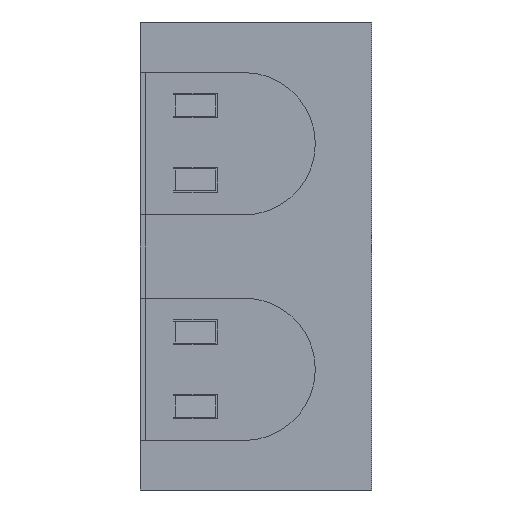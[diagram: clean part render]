
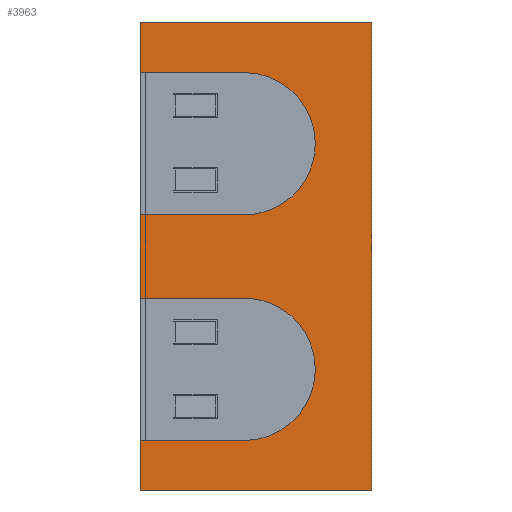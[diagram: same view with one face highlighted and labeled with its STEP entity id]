
A CAD part, left-side view. The second image highlights one B-rep face of the part: STEP entity #3963.
In plain terms, the highlighted planar face has unit normal (-1, 0, 0).
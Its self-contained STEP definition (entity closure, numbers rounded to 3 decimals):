
#69 = CARTESIAN_POINT ( 'NONE',  ( -28.74, 8.754, -0.325 ) ) ;
#84 = VERTEX_POINT ( 'NONE', #3170 ) ;
#165 = VECTOR ( 'NONE', #13234, 1000. ) ;
#195 = ORIENTED_EDGE ( 'NONE', *, *, #368, .F. ) ;
#368 = EDGE_CURVE ( 'NONE', #8037, #8021, #9290, .T. ) ;
#572 = VECTOR ( 'NONE', #951, 1000. ) ;
#586 = CARTESIAN_POINT ( 'NONE',  ( -28.74, 15.88, -10.899 ) ) ;
#951 = DIRECTION ( 'NONE',  ( 0., -1., 0. ) ) ;
#1114 = AXIS2_PLACEMENT_3D ( 'NONE', #69, #13900, #12622 ) ;
#1311 = LINE ( 'NONE', #8620, #3488 ) ;
#1317 = CARTESIAN_POINT ( 'NONE',  ( -28.74, 15.88, 8.013 ) ) ;
#1509 = DIRECTION ( 'NONE',  ( 1., 0., 0. ) ) ;
#1735 = DIRECTION ( 'NONE',  ( 0., 0., 1. ) ) ;
#1809 = VECTOR ( 'NONE', #8603, 1000. ) ;
#1834 = DIRECTION ( 'NONE',  ( 0., 0., 1. ) ) ;
#2006 = FACE_OUTER_BOUND ( 'NONE', #6508, .T. ) ;
#2397 = CARTESIAN_POINT ( 'NONE',  ( -28.74, 8.754, -10.899 ) ) ;
#2466 = ORIENTED_EDGE ( 'NONE', *, *, #4993, .F. ) ;
#2540 = VERTEX_POINT ( 'NONE', #9927 ) ;
#2667 = PLANE ( 'NONE',  #14440 ) ;
#2688 = ORIENTED_EDGE ( 'NONE', *, *, #10140, .F. ) ;
#2867 = LINE ( 'NONE', #6820, #12962 ) ;
#2917 = VERTEX_POINT ( 'NONE', #11659 ) ;
#2977 = CARTESIAN_POINT ( 'NONE',  ( -28.74, 15.88, -24.037 ) ) ;
#3110 = DIRECTION ( 'NONE',  ( 0., 0., 1. ) ) ;
#3170 = CARTESIAN_POINT ( 'NONE',  ( -28.74, 8.754, -5.199 ) ) ;
#3235 = LINE ( 'NONE', #8568, #165 ) ;
#3338 = ORIENTED_EDGE ( 'NONE', *, *, #7496, .T. ) ;
#3488 = VECTOR ( 'NONE', #1735, 1000. ) ;
#3605 = CARTESIAN_POINT ( 'NONE',  ( -28.74, 0., -10.899 ) ) ;
#3911 = VERTEX_POINT ( 'NONE', #12902 ) ;
#3963 = ADVANCED_FACE ( 'NONE', ( #2006 ), #2667, .F. ) ;
#4590 = VECTOR ( 'NONE', #3110, 1000. ) ;
#4716 = VECTOR ( 'NONE', #14011, 1000. ) ;
#4847 = LINE ( 'NONE', #14833, #572 ) ;
#4993 = EDGE_CURVE ( 'NONE', #84, #8913, #8814, .T. ) ;
#5284 = ORIENTED_EDGE ( 'NONE', *, *, #8480, .F. ) ;
#5505 = EDGE_CURVE ( 'NONE', #8021, #2917, #2867, .T. ) ;
#6444 = CARTESIAN_POINT ( 'NONE',  ( -28.74, 15.88, -24.037 ) ) ;
#6508 = EDGE_LOOP ( 'NONE', ( #2466, #5284, #8038, #3338, #13017, #2688, #9940, #7536, #7259, #8412, #195, #9721 ) ) ;
#6820 = CARTESIAN_POINT ( 'NONE',  ( -28.74, 15.88, 8.013 ) ) ;
#6844 = EDGE_CURVE ( 'NONE', #10081, #14770, #13647, .T. ) ;
#7259 = ORIENTED_EDGE ( 'NONE', *, *, #9049, .T. ) ;
#7496 = EDGE_CURVE ( 'NONE', #10081, #13139, #8690, .T. ) ;
#7536 = ORIENTED_EDGE ( 'NONE', *, *, #9723, .T. ) ;
#7659 = EDGE_CURVE ( 'NONE', #14982, #12483, #1311, .T. ) ;
#7712 = VECTOR ( 'NONE', #10952, 1000. ) ;
#7995 = DIRECTION ( 'NONE',  ( 0., -1., 0. ) ) ;
#8021 = VERTEX_POINT ( 'NONE', #1317 ) ;
#8037 = VERTEX_POINT ( 'NONE', #10515 ) ;
#8038 = ORIENTED_EDGE ( 'NONE', *, *, #6844, .F. ) ;
#8412 = ORIENTED_EDGE ( 'NONE', *, *, #5505, .F. ) ;
#8480 = EDGE_CURVE ( 'NONE', #14770, #84, #4847, .T. ) ;
#8568 = CARTESIAN_POINT ( 'NONE',  ( -28.74, 0., -20.646 ) ) ;
#8603 = DIRECTION ( 'NONE',  ( 0., 0., 1. ) ) ;
#8610 = LINE ( 'NONE', #6444, #7712 ) ;
#8620 = CARTESIAN_POINT ( 'NONE',  ( -28.74, 15.88, -16.025 ) ) ;
#8690 = LINE ( 'NONE', #3605, #4716 ) ;
#8740 = CIRCLE ( 'NONE', #8790, 4.874 ) ;
#8790 = AXIS2_PLACEMENT_3D ( 'NONE', #13322, #12258, #1834 ) ;
#8814 = CIRCLE ( 'NONE', #1114, 4.874 ) ;
#8913 = VERTEX_POINT ( 'NONE', #10668 ) ;
#8985 = LINE ( 'NONE', #13493, #10592 ) ;
#9049 = EDGE_CURVE ( 'NONE', #3911, #2917, #10621, .T. ) ;
#9099 = CARTESIAN_POINT ( 'NONE',  ( -28.74, 15.88, -20.646 ) ) ;
#9290 = LINE ( 'NONE', #13656, #4590 ) ;
#9558 = DIRECTION ( 'NONE',  ( 0., 0., -1. ) ) ;
#9717 = CARTESIAN_POINT ( 'NONE',  ( -28.74, 0., -16.025 ) ) ;
#9721 = ORIENTED_EDGE ( 'NONE', *, *, #10256, .T. ) ;
#9723 = EDGE_CURVE ( 'NONE', #14982, #3911, #8610, .T. ) ;
#9927 = CARTESIAN_POINT ( 'NONE',  ( -28.74, 8.754, -20.646 ) ) ;
#9929 = DIRECTION ( 'NONE',  ( 0., -1., 0. ) ) ;
#9940 = ORIENTED_EDGE ( 'NONE', *, *, #7659, .F. ) ;
#10081 = VERTEX_POINT ( 'NONE', #586 ) ;
#10140 = EDGE_CURVE ( 'NONE', #12483, #2540, #3235, .T. ) ;
#10256 = EDGE_CURVE ( 'NONE', #8037, #8913, #8985, .T. ) ;
#10400 = DIRECTION ( 'NONE',  ( 0., 0., 1. ) ) ;
#10515 = CARTESIAN_POINT ( 'NONE',  ( -28.74, 15.88, 4.549 ) ) ;
#10592 = VECTOR ( 'NONE', #9929, 1000. ) ;
#10621 = LINE ( 'NONE', #9717, #1809 ) ;
#10668 = CARTESIAN_POINT ( 'NONE',  ( -28.74, 8.754, 4.549 ) ) ;
#10952 = DIRECTION ( 'NONE',  ( 0., -1., 0. ) ) ;
#11659 = CARTESIAN_POINT ( 'NONE',  ( -28.74, 0., 8.013 ) ) ;
#11708 = EDGE_CURVE ( 'NONE', #2540, #13139, #8740, .T. ) ;
#12258 = DIRECTION ( 'NONE',  ( -1., 0., 0. ) ) ;
#12483 = VERTEX_POINT ( 'NONE', #9099 ) ;
#12622 = DIRECTION ( 'NONE',  ( 0., 0., 1. ) ) ;
#12902 = CARTESIAN_POINT ( 'NONE',  ( -28.74, 0., -24.037 ) ) ;
#12962 = VECTOR ( 'NONE', #7995, 1000. ) ;
#13017 = ORIENTED_EDGE ( 'NONE', *, *, #11708, .F. ) ;
#13052 = CARTESIAN_POINT ( 'NONE',  ( -28.74, 15.88, -16.025 ) ) ;
#13139 = VERTEX_POINT ( 'NONE', #2397 ) ;
#13234 = DIRECTION ( 'NONE',  ( 0., -1., 0. ) ) ;
#13322 = CARTESIAN_POINT ( 'NONE',  ( -28.74, 8.754, -15.772 ) ) ;
#13493 = CARTESIAN_POINT ( 'NONE',  ( -28.74, 0., 4.549 ) ) ;
#13647 = LINE ( 'NONE', #13879, #14356 ) ;
#13656 = CARTESIAN_POINT ( 'NONE',  ( -28.74, 15.88, -16.025 ) ) ;
#13879 = CARTESIAN_POINT ( 'NONE',  ( -28.74, 15.88, -16.025 ) ) ;
#13900 = DIRECTION ( 'NONE',  ( -1., 0., 0. ) ) ;
#14011 = DIRECTION ( 'NONE',  ( 0., -1., 0. ) ) ;
#14356 = VECTOR ( 'NONE', #10400, 1000. ) ;
#14432 = CARTESIAN_POINT ( 'NONE',  ( -28.74, 15.88, -5.199 ) ) ;
#14440 = AXIS2_PLACEMENT_3D ( 'NONE', #13052, #1509, #9558 ) ;
#14770 = VERTEX_POINT ( 'NONE', #14432 ) ;
#14833 = CARTESIAN_POINT ( 'NONE',  ( -28.74, 0., -5.199 ) ) ;
#14982 = VERTEX_POINT ( 'NONE', #2977 ) ;
